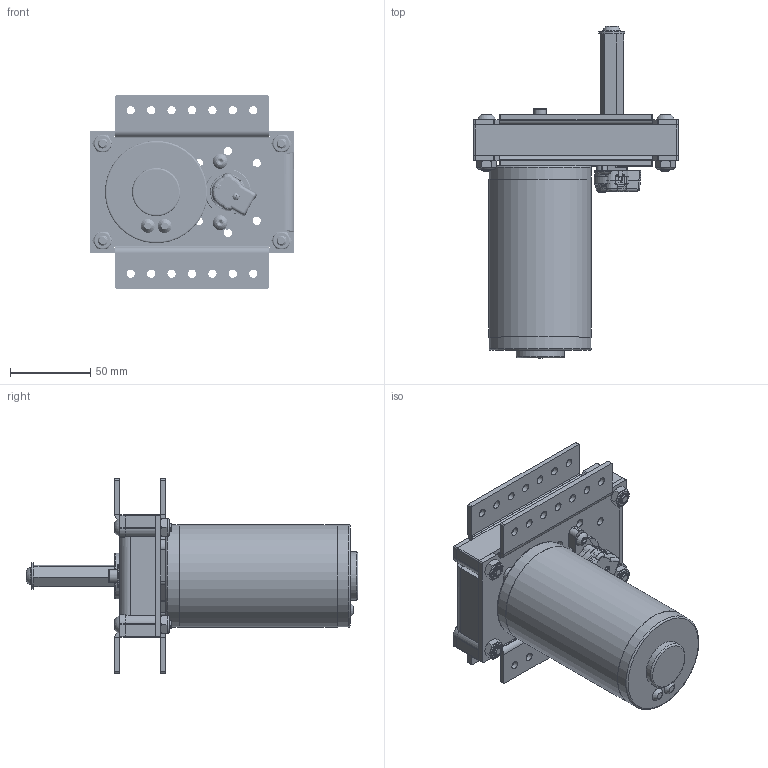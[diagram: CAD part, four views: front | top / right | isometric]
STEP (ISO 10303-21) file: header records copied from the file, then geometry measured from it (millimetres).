
FILE_DESCRIPTION (( 'STEP AP214' ), '1' );
FILE_NAME ('am-4227 CIM Flyer Gearbox.STEP', '2020-01-06T13:21:04', ( '' ), ( '' ), 'SwSTEP 2.0', 'SolidWorks 2019', '' );
FILE_SCHEMA (( 'AUTOMOTIVE_DESIGN' ));
Length unit declared in the file: millimetre
Products named in the file (27): CIM Motor SW; FR6ZZ-L Bearing; BHCS 10-32 x 0.625 patch_92360A219; am-0397a Toughbox Hex Output Shaft; am-3948-250 500H x 250IN Spacer; .500 in. 98398A138_BOWED SIDE-MOUNT EXTERNAL RETAINING RING_98398A138; am-2986 FR8ZZ Hex Bearing; CTRE Mag Encoder; 14-20 x 0.500 BHCS_92949A837; 5-16 washer; 8mm spring clip; am-0208a Encoder Mount Pad with AMT103 holes; am-4216 Flyer Gearbox Plate; am-3947-063 375H x 063IN Spacer; 14-20 x 1.250 BHCS_92949A837; 35T 20DP 500hex 375 FW; CIM Spacer 125; 250 Washer; 500 Hex to 8mm Adapter; 250x1000 dowel; 2mm x 2mm x 10mm Machine Key; BHCS 10-32 x 0.375_SBHCSCREW 0.19-32x0.5-HX-C; am-2508-750 Flyer Gearbox Spacer; E4T-X-250-S-H-D-X; 14-20 NyLock thin - Mcm 90566A029_90566A029; am-4227 CIM Flyer Gearbox
Assembly tree (40 placements, depth 3):
  am-4227 CIM Flyer Gearbox
    CIM Spacer 125
    CIM Motor SW
    5-16 washer  x4
    500 Hex to 8mm Adapter
    BHCS 10-32 x 0.625 patch_92360A219  x2
    8mm spring clip
    2mm x 2mm x 10mm Machine Key
    am-3948-250 500H x 250IN Spacer
    am-4216 Flyer Gearbox Plate  x2
    am-2508-750 Flyer Gearbox Spacer  x2
    am-2986 FR8ZZ Hex Bearing
    14-20 x 1.250 BHCS_92949A837  x4
    14-20 NyLock thin - Mcm 90566A029_90566A029  x4
    14-20 x 0.500 BHCS_92949A837
    250 Washer
    FR6ZZ-L Bearing
    am-0397a Toughbox Hex Output Shaft
      am-0397a Toughbox Hex Output Shaft
      250x1000 dowel
    am-0208a Encoder Mount Pad with AMT103 holes
    BHCS 10-32 x 0.375_SBHCSCREW 0.19-32x0.5-HX-C  x2
    .500 in. 98398A138_BOWED SIDE-MOUNT EXTERNAL RETAINING RING_98398A138
    am-3947-063 375H x 063IN Spacer
    E4T-X-250-S-H-D-X
    CTRE Mag Encoder
    35T 20DP 500hex 375 FW  x2
Bounding box: 127 x 206.31 x 120.65 mm (x, y, z)
Volume: 531832.1 mm3; surface area: 158761.6 mm2
Topology: 50 solids, 59 shells, 2123 faces, 5489 edges, 3533 vertices
Faces by surface type: plane 876, cylinder 785, cone 234, bspline 162, torus 41, sphere 25
Full cylindrical faces by diameter (mm): 1.27 x2, 1.575 x1, 1.778 x1, 1.905 x2, 1.941 x2, 2.642 x2, 2.794 x2, 4.039 x10, 4.826 x30, 4.902 x2, 5.105 x55, 5.207 x4, 5.22 x4, 5.387 x12, 6.35 x15, 6.502 x12, 6.731 x1, 7.112 x1, 7.306 x4, 7.366 x1, 7.493 x1, 7.62 x1, 7.925 x1, 8 x1, 8.128 x1, 8.331 x1, 8.636 x2, 8.788 x4, 9.169 x4, 9.525 x4
Entity records: 85308 total; most frequent: CARTESIAN_POINT 41045, ORIENTED_EDGE 7157, DIRECTION 6852, EDGE_CURVE 3657, AXIS2_PLACEMENT_3D 2514, VERTEX_POINT 2486, EDGE_LOOP 1888, VECTOR 1824
